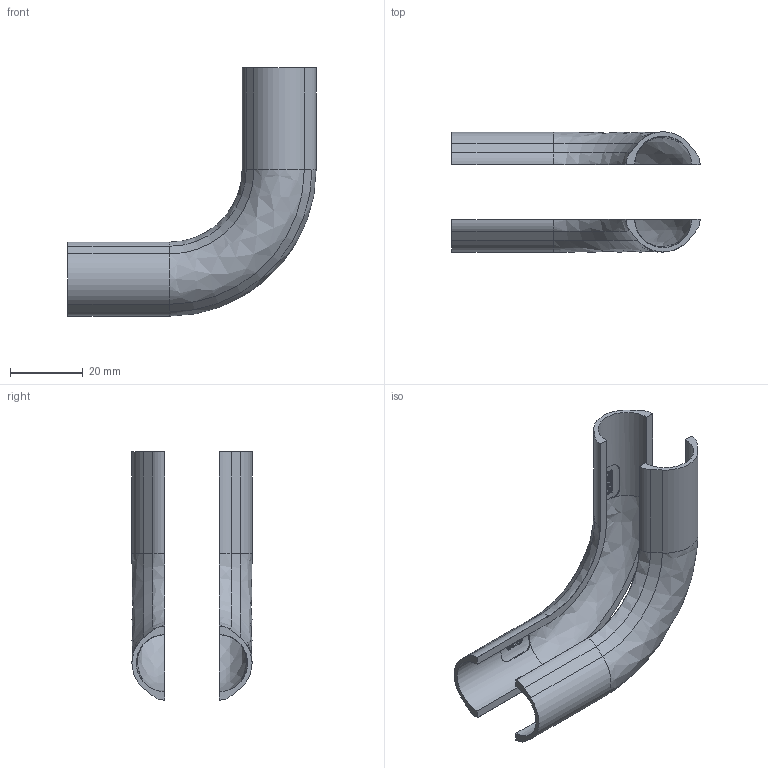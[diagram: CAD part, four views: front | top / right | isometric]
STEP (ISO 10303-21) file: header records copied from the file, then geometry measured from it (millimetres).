
FILE_DESCRIPTION (( 'STEP AP214' ), '1' );
FILE_NAME ('2153980_KSTP1.stp', '2018-09-25T08:28:19', ( '' ), ( '' ), 'SwSTEP 2.0', 'SolidWorks 2014', '' );
FILE_SCHEMA (( 'AUTOMOTIVE_DESIGN' ));
Length unit declared in the file: millimetre
Products named in the file (2): Bogen-Haelfte.1; 2153980_KSTP1
Assembly tree (2 placements, depth 2):
  2153980_KSTP1
    Bogen-Haelfte.1  x2
Bounding box: 68.4 x 33.1 x 68.4 mm (x, y, z)
Volume: 8070.9 mm3; surface area: 12370.9 mm2
Topology: 2 solids, 2 shells, 542 faces, 1518 edges, 998 vertices
Faces by surface type: plane 406, cylinder 124, bspline 8, cone 4
Entity records: 12283 total; most frequent: CARTESIAN_POINT 3105, ORIENTED_EDGE 1518, DIRECTION 1070, EDGE_CURVE 759, VERTEX_POINT 499, AXIS2_PLACEMENT_3D 368, LINE 334, VECTOR 334
